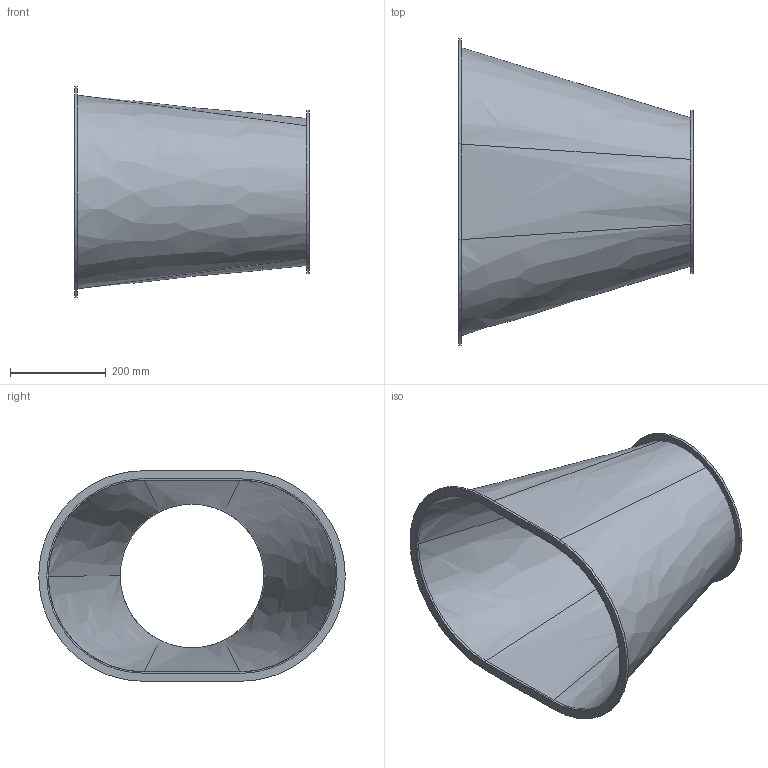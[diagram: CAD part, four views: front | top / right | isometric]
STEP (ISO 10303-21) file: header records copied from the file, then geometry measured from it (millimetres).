
FILE_DESCRIPTION(('FreeCAD Model'),'2;1');
FILE_NAME('Open CASCADE Shape Model','2024-08-10T18:37:53',(''),(''), 'Open CASCADE STEP processor 7.6','FreeCAD','Unknown');
FILE_SCHEMA(('AUTOMOTIVE_DESIGN { 1 0 10303 214 1 1 1 1 }'));
Length unit declared in the file: millimetre
Products named in the file (4): Duct_linear_circular_oval_complete_R01; Duct; Flange_01; Flange_02
Assembly tree (3 placements, depth 2):
  Duct_linear_circular_oval_complete_R01
    Duct
    Flange_01
    Flange_02
Bounding box: 490 x 640 x 440 mm (x, y, z)
Volume: 2192605.8 mm3; surface area: 1451670.6 mm2
Topology: 3 solids, 3 shells, 26 faces, 60 edges, 40 vertices
Faces by surface type: bspline 10, plane 10, cylinder 6
Full cylindrical faces by diameter (mm): 300 x1, 340 x1
Entity records: 1251 total; most frequent: CARTESIAN_POINT 630, ORIENTED_EDGE 120, DIRECTION 82, EDGE_CURVE 60, VERTEX_POINT 40, AXIS2_PLACEMENT_3D 32, FACE_BOUND 32, EDGE_LOOP 32
